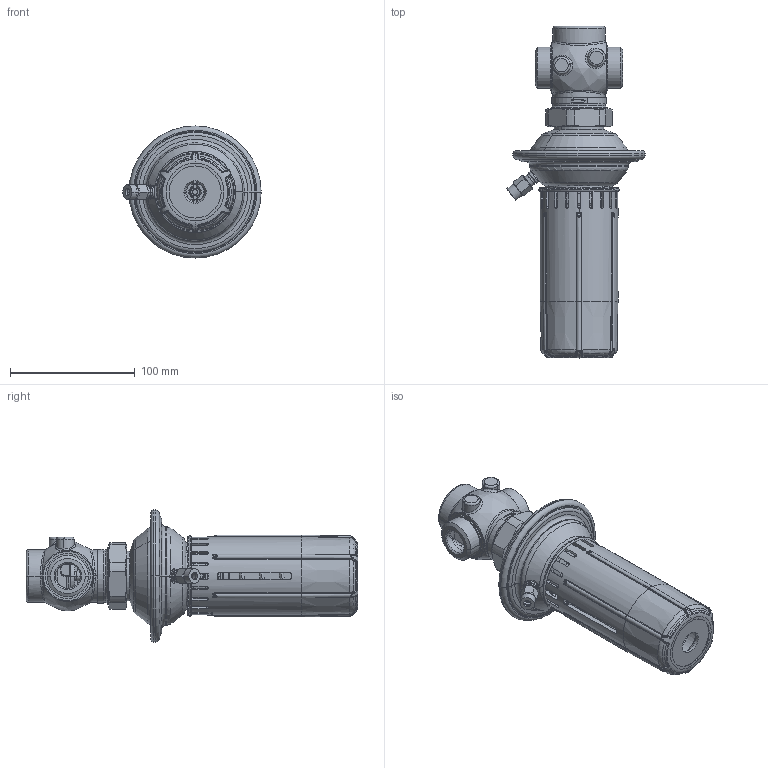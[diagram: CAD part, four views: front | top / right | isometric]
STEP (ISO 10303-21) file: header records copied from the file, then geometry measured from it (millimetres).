
FILE_DESCRIPTION((''),'2;1');
FILE_NAME('003H6203','2012-03-27T',('U258099'),('Danfoss'),'PRO/ENGINEER BY PARAMETRIC TECHNOLOGY CORPORATION, 2010370','PRO/ENGINEER BY PARAMETRIC TECHNOLOGY CORPORATION, 2010370','');
FILE_SCHEMA(('CONFIG_CONTROL_DESIGN'));
Products named in the file (1): 003H6203
Bounding box: 110.92 x 266.23 x 106 mm (x, y, z)
Volume: 330653.8 mm3; surface area: 207057.6 mm2
Topology: 4 solids, 5 shells, 2688 faces, 7100 edges, 4390 vertices
Faces by surface type: plane 844, bspline 641, cylinder 572, cone 325, torus 290, sphere 10, extrusion 6
Entity records: 134663 total; most frequent: CARTESIAN_POINT 74095, ORIENTED_EDGE 14164, DIRECTION 10759, EDGE_CURVE 7082, VERTEX_POINT 4388, AXIS2_PLACEMENT_3D 4353, EDGE_LOOP 2804, B_SPLINE_CURVE_WITH_KNOTS 2729
